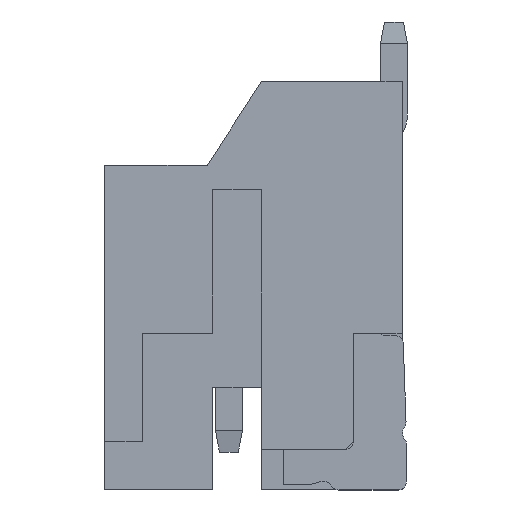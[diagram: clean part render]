
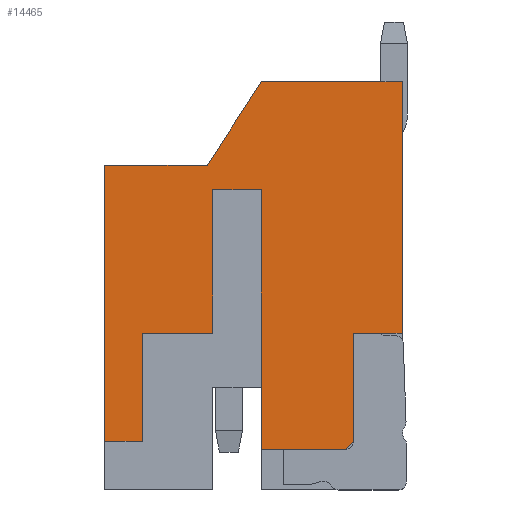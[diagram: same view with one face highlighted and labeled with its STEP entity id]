
A CAD part, left-side view. The second image highlights one B-rep face of the part: STEP entity #14465.
In plain terms, the highlighted planar face has unit normal (-1, 0, 0).
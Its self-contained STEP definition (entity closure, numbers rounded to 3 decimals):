
#1533=DIRECTION('',(0.,0.,-1.));
#1534=VECTOR('',#1533,5.1);
#1535=CARTESIAN_POINT('',(-27.95,0.,6.));
#1536=LINE('',#1535,#1534);
#1537=DIRECTION('',(0.,1.,0.));
#1538=VECTOR('',#1537,1.9);
#1539=CARTESIAN_POINT('',(-27.95,-1.9,6.));
#1540=LINE('',#1539,#1538);
#1541=DIRECTION('',(0.,0.542,-0.84));
#1542=VECTOR('',#1541,1.845);
#1543=CARTESIAN_POINT('',(-27.95,-2.9,7.55));
#1544=LINE('',#1543,#1542);
#1545=DIRECTION('',(0.,1.,0.));
#1546=VECTOR('',#1545,2.6);
#1547=CARTESIAN_POINT('',(-27.95,-5.5,7.55));
#1548=LINE('',#1547,#1546);
#1549=DIRECTION('',(0.,0.,1.));
#1550=VECTOR('',#1549,4.65);
#1551=CARTESIAN_POINT('',(-27.95,-5.5,2.9));
#1552=LINE('',#1551,#1550);
#1553=DIRECTION('',(0.,-0.707,0.707));
#1554=VECTOR('',#1553,0.212);
#1555=CARTESIAN_POINT('',(-27.95,-4.45,0.75));
#1556=LINE('',#1555,#1554);
#1557=DIRECTION('',(0.,-1.,0.));
#1558=VECTOR('',#1557,1.55);
#1559=CARTESIAN_POINT('',(-27.95,-2.9,0.75));
#1560=LINE('',#1559,#1558);
#1561=DIRECTION('',(0.,-1.,0.));
#1562=VECTOR('',#1561,1.3);
#1563=CARTESIAN_POINT('',(-27.95,-0.7,2.9));
#1564=LINE('',#1563,#1562);
#1569=DIRECTION('',(0.,0.,1.));
#1570=VECTOR('',#1569,2.65);
#1571=CARTESIAN_POINT('',(-27.95,-2.,2.9));
#1572=LINE('',#1571,#1570);
#1581=DIRECTION('',(0.,-1.,0.));
#1582=VECTOR('',#1581,0.9);
#1583=CARTESIAN_POINT('',(-27.95,-2.,5.55));
#1584=LINE('',#1583,#1582);
#1593=DIRECTION('',(0.,0.,-1.));
#1594=VECTOR('',#1593,4.8);
#1595=CARTESIAN_POINT('',(-27.95,-2.9,5.55));
#1596=LINE('',#1595,#1594);
#8803=DIRECTION('',(0.,-1.,0.));
#8804=VECTOR('',#8803,0.7);
#8805=CARTESIAN_POINT('',(-27.95,0.,0.9));
#8806=LINE('',#8805,#8804);
#8827=DIRECTION('',(0.,0.,1.));
#8828=VECTOR('',#8827,2.);
#8829=CARTESIAN_POINT('',(-27.95,-0.7,0.9));
#8830=LINE('',#8829,#8828);
#9299=DIRECTION('',(0.,-1.,0.));
#9300=VECTOR('',#9299,0.9);
#9301=CARTESIAN_POINT('',(-27.95,-4.6,2.9));
#9302=LINE('',#9301,#9300);
#9487=DIRECTION('',(0.,0.,1.));
#9488=VECTOR('',#9487,2.);
#9489=CARTESIAN_POINT('',(-27.95,-4.6,0.9));
#9490=LINE('',#9489,#9488);
#11147=CARTESIAN_POINT('',(-27.95,-1.9,6.));
#11148=VERTEX_POINT('',#11147);
#11149=CARTESIAN_POINT('',(-27.95,0.,6.));
#11150=VERTEX_POINT('',#11149);
#11653=CARTESIAN_POINT('',(-27.95,-5.5,2.9));
#11654=VERTEX_POINT('',#11653);
#11655=CARTESIAN_POINT('',(-27.95,-5.5,7.55));
#11656=VERTEX_POINT('',#11655);
#11693=CARTESIAN_POINT('',(-27.95,-2.9,0.75));
#11694=VERTEX_POINT('',#11693);
#11695=CARTESIAN_POINT('',(-27.95,-4.45,0.75));
#11696=VERTEX_POINT('',#11695);
#11763=CARTESIAN_POINT('',(-27.95,0.,0.9));
#11764=VERTEX_POINT('',#11763);
#11785=CARTESIAN_POINT('',(-27.95,-2.9,7.55));
#11786=VERTEX_POINT('',#11785);
#11787=CARTESIAN_POINT('',(-27.95,-0.7,2.9));
#11788=CARTESIAN_POINT('',(-27.95,-2.,2.9));
#11789=VERTEX_POINT('',#11787);
#11790=VERTEX_POINT('',#11788);
#11791=CARTESIAN_POINT('',(-27.95,-0.7,0.9));
#11792=VERTEX_POINT('',#11791);
#11793=CARTESIAN_POINT('',(-27.95,-4.6,2.9));
#11794=VERTEX_POINT('',#11793);
#11795=CARTESIAN_POINT('',(-27.95,-4.6,0.9));
#11796=VERTEX_POINT('',#11795);
#11797=CARTESIAN_POINT('',(-27.95,-2.9,5.55));
#11798=VERTEX_POINT('',#11797);
#11799=CARTESIAN_POINT('',(-27.95,-2.,5.55));
#11800=VERTEX_POINT('',#11799);
#14431=CARTESIAN_POINT('',(-27.95,-2.75,4.15));
#14432=DIRECTION('',(1.,0.,0.));
#14433=DIRECTION('',(0.,-1.,0.));
#14434=AXIS2_PLACEMENT_3D('',#14431,#14432,#14433);
#14435=PLANE('',#14434);
#14437=ORIENTED_EDGE('',*,*,#14436,.F.);
#14439=ORIENTED_EDGE('',*,*,#14438,.F.);
#14441=ORIENTED_EDGE('',*,*,#14440,.F.);
#14443=ORIENTED_EDGE('',*,*,#14442,.F.);
#14445=ORIENTED_EDGE('',*,*,#14444,.F.);
#14447=ORIENTED_EDGE('',*,*,#14446,.F.);
#14449=ORIENTED_EDGE('',*,*,#14448,.F.);
#14450=ORIENTED_EDGE('',*,*,#13883,.F.);
#14452=ORIENTED_EDGE('',*,*,#14451,.F.);
#14454=ORIENTED_EDGE('',*,*,#14453,.F.);
#14455=ORIENTED_EDGE('',*,*,#14419,.F.);
#14456=ORIENTED_EDGE('',*,*,#13992,.F.);
#14458=ORIENTED_EDGE('',*,*,#14457,.F.);
#14460=ORIENTED_EDGE('',*,*,#14459,.F.);
#14462=ORIENTED_EDGE('',*,*,#14461,.F.);
#14463=EDGE_LOOP('',(#14437,#14439,#14441,#14443,#14445,#14447,#14449,#14450,
#14452,#14454,#14455,#14456,#14458,#14460,#14462));
#14464=FACE_OUTER_BOUND('',#14463,.F.);
#14465=ADVANCED_FACE('',(#14464),#14435,.F.);
#13883=EDGE_CURVE('',#11654,#11656,#1552,.T.);
#13992=EDGE_CURVE('',#11694,#11696,#1560,.T.);
#14419=EDGE_CURVE('',#11696,#11796,#1556,.T.);
#14436=EDGE_CURVE('',#11789,#11790,#1564,.T.);
#14438=EDGE_CURVE('',#11792,#11789,#8830,.T.);
#14440=EDGE_CURVE('',#11764,#11792,#8806,.T.);
#14442=EDGE_CURVE('',#11150,#11764,#1536,.T.);
#14444=EDGE_CURVE('',#11148,#11150,#1540,.T.);
#14446=EDGE_CURVE('',#11786,#11148,#1544,.T.);
#14448=EDGE_CURVE('',#11656,#11786,#1548,.T.);
#14451=EDGE_CURVE('',#11794,#11654,#9302,.T.);
#14453=EDGE_CURVE('',#11796,#11794,#9490,.T.);
#14457=EDGE_CURVE('',#11798,#11694,#1596,.T.);
#14459=EDGE_CURVE('',#11800,#11798,#1584,.T.);
#14461=EDGE_CURVE('',#11790,#11800,#1572,.T.);
